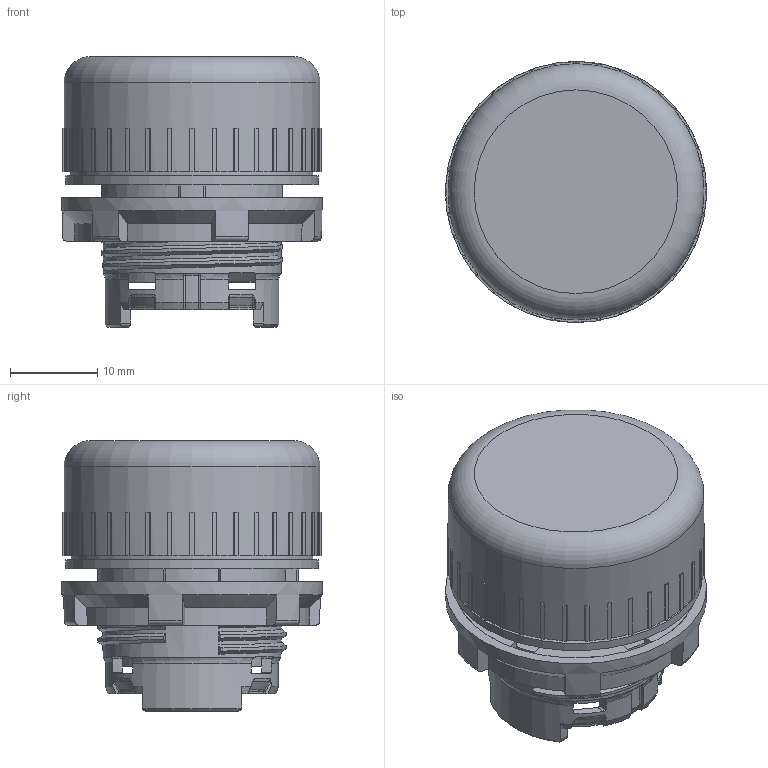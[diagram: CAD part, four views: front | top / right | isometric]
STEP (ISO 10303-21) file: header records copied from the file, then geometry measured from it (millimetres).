
FILE_DESCRIPTION(/* description */ (''),/* implementation_level */ '2;1');
FILE_NAME(/* name */ 'STP_ECX 423X.stp',/* time_stamp */ '2024-12-17T17:15:06+01:00',/* author */ ('servizio.tecnico'),/* organization */ (''),/* preprocessor_version */ 'ST-DEVELOPER v19.2',/* originating_system */ 'Autodesk Inventor 2024',/* authorisation */ '');
FILE_SCHEMA (('AUTOMOTIVE_DESIGN { 1 0 10303 214 3 1 1 }'));
Length unit declared in the file: millimetre
Products named in the file (5): ecx4231; plxxxxpi; pl1170pi; gu1214pe_1; ghiera_2_egidio
Assembly tree (4 placements, depth 2):
  ecx4231
    plxxxxpi
    pl1170pi
    gu1214pe_1
    ghiera_2_egidio
Bounding box: 29.98 x 29.98 x 31.1 mm (x, y, z)
Volume: 7233.7 mm3; surface area: 10941.2 mm2
Topology: 4 solids, 4 shells, 875 faces, 2503 edges, 1645 vertices
Faces by surface type: plane 501, cylinder 212, bspline 60, cone 56, torus 42, sphere 4
Full cylindrical faces by diameter (mm): 18.1 x1, 19.8 x1, 20.5 x1, 20.6 x1, 22.072 x3, 22.15 x2, 24.5 x1, 28 x1, 29 x1, 29.4 x1
Entity records: 33658 total; most frequent: CARTESIAN_POINT 10959, ORIENTED_EDGE 5006, DIRECTION 4514, EDGE_CURVE 2503, VERTEX_POINT 1645, AXIS2_PLACEMENT_3D 1615, LINE 1284, VECTOR 1284
